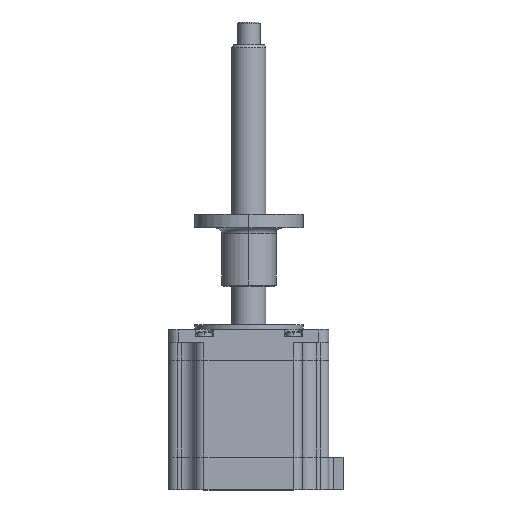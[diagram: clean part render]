
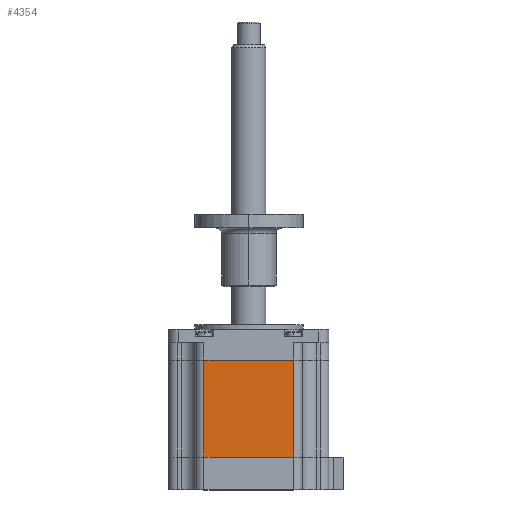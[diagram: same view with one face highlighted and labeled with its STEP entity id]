
A CAD part, top view. The second image highlights one B-rep face of the part: STEP entity #4354.
In plain terms, the highlighted planar face has unit normal (0, 0, 1).
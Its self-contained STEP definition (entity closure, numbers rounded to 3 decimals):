
#42 = CARTESIAN_POINT ( 'NONE',  ( -1.493, -1.001, 61.45 ) ) ;
#450 = ORIENTED_EDGE ( 'NONE', *, *, #1886, .F. ) ;
#1401 = LINE ( 'NONE', #42, #6718 ) ;
#1543 = CARTESIAN_POINT ( 'NONE',  ( -33.093, -35.001, 61.45 ) ) ;
#1818 = DIRECTION ( 'NONE',  ( -1., 0., 0. ) ) ;
#1886 = EDGE_CURVE ( 'NONE', #2026, #3217, #1900, .T. ) ;
#1900 = LINE ( 'NONE', #2997, #12948 ) ;
#1981 = VERTEX_POINT ( 'NONE', #3763 ) ;
#2026 = VERTEX_POINT ( 'NONE', #1543 ) ;
#2348 = VECTOR ( 'NONE', #1818, 1000. ) ;
#2997 = CARTESIAN_POINT ( 'NONE',  ( -33.093, -35.001, 61.45 ) ) ;
#3217 = VERTEX_POINT ( 'NONE', #5087 ) ;
#3763 = CARTESIAN_POINT ( 'NONE',  ( -1.493, -35.001, 61.45 ) ) ;
#3785 = CARTESIAN_POINT ( 'NONE',  ( -1.493, -35.001, 61.45 ) ) ;
#4354 = ADVANCED_FACE ( 'NONE', ( #13123 ), #10037, .F. ) ;
#4474 = ORIENTED_EDGE ( 'NONE', *, *, #9510, .T. ) ;
#4795 = CARTESIAN_POINT ( 'NONE',  ( -1.493, -1.001, 61.45 ) ) ;
#4845 = DIRECTION ( 'NONE',  ( 0., 0., -1. ) ) ;
#5029 = ORIENTED_EDGE ( 'NONE', *, *, #13300, .T. ) ;
#5087 = CARTESIAN_POINT ( 'NONE',  ( -33.093, -1.001, 61.45 ) ) ;
#5338 = ORIENTED_EDGE ( 'NONE', *, *, #7520, .F. ) ;
#6664 = EDGE_LOOP ( 'NONE', ( #4474, #450, #5338, #5029 ) ) ;
#6718 = VECTOR ( 'NONE', #8475, 1000. ) ;
#7520 = EDGE_CURVE ( 'NONE', #1981, #2026, #10707, .T. ) ;
#7799 = CARTESIAN_POINT ( 'NONE',  ( -1.493, -35.001, 61.45 ) ) ;
#8475 = DIRECTION ( 'NONE',  ( -1., 0., 0. ) ) ;
#8848 = DIRECTION ( 'NONE',  ( 0., 1., 0. ) ) ;
#9510 = EDGE_CURVE ( 'NONE', #9769, #3217, #1401, .T. ) ;
#9769 = VERTEX_POINT ( 'NONE', #4795 ) ;
#10037 = PLANE ( 'NONE',  #12085 ) ;
#10175 = CARTESIAN_POINT ( 'NONE',  ( -1.493, -35.001, 61.45 ) ) ;
#10707 = LINE ( 'NONE', #10175, #2348 ) ;
#11328 = VECTOR ( 'NONE', #8848, 1000. ) ;
#11329 = DIRECTION ( 'NONE',  ( 0., 1., 0. ) ) ;
#11642 = LINE ( 'NONE', #7799, #11328 ) ;
#12085 = AXIS2_PLACEMENT_3D ( 'NONE', #3785, #4845, #12090 ) ;
#12090 = DIRECTION ( 'NONE',  ( 0., -1., 0. ) ) ;
#12948 = VECTOR ( 'NONE', #11329, 1000. ) ;
#13123 = FACE_OUTER_BOUND ( 'NONE', #6664, .T. ) ;
#13300 = EDGE_CURVE ( 'NONE', #1981, #9769, #11642, .T. ) ;
